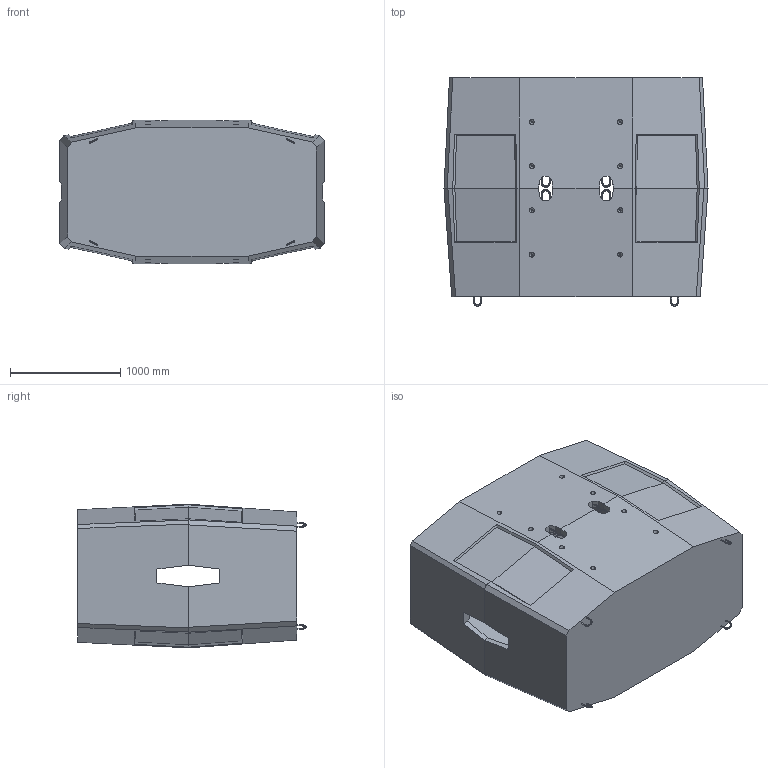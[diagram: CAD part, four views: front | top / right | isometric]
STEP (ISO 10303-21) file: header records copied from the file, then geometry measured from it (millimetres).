
FILE_DESCRIPTION (( 'STEP AP203' ), '1' );
FILE_NAME ('Êîëîäåö êàáåëüíûé ÊÊÑð-4-10 äëÿ Ðîñèíû.STEP', '2021-10-26T10:34:01', ( '' ), ( '' ), 'SwSTEP 2.0', 'SolidWorks 2018', '' );
FILE_SCHEMA (( 'CONFIG_CONTROL_DESIGN' ));
Length unit declared in the file: millimetre
Products named in the file (3): Êîëîäåö êàáåëüíûé ÊÊÑð-4-10_íèæí.ýë-ò_áåòîí_1; Êîëîäåö êàáåëüíûé ÊÊÑð-4-10_âåðõí.ýë-ò; Êîëîäåö êàáåëüíûé ÊÊÑð-4-10 äëÿ Ðîñèíû
Assembly tree (2 placements, depth 2):
  Êîëîäåö êàáåëüíûé ÊÊÑð-4-10 äëÿ Ðîñèíû
    Êîëîäåö êàáåëüíûé ÊÊÑð-4-10_íèæí.ýë-ò_áåòîí_1
    Êîëîäåö êàáåëüíûé ÊÊÑð-4-10_âåðõí.ýë-ò
Bounding box: 2390 x 2065 x 1300 mm (x, y, z)
Volume: 1256164984.2 mm3; surface area: 33105223.6 mm2
Topology: 2 solids, 2 shells, 331 faces, 898 edges, 572 vertices
Faces by surface type: plane 193, cone 66, bspline 48, cylinder 16, torus 8
Entity records: 12591 total; most frequent: CARTESIAN_POINT 4352, ORIENTED_EDGE 1796, DIRECTION 1438, EDGE_CURVE 898, LINE 614, VECTOR 614, VERTEX_POINT 572, AXIS2_PLACEMENT_3D 412
